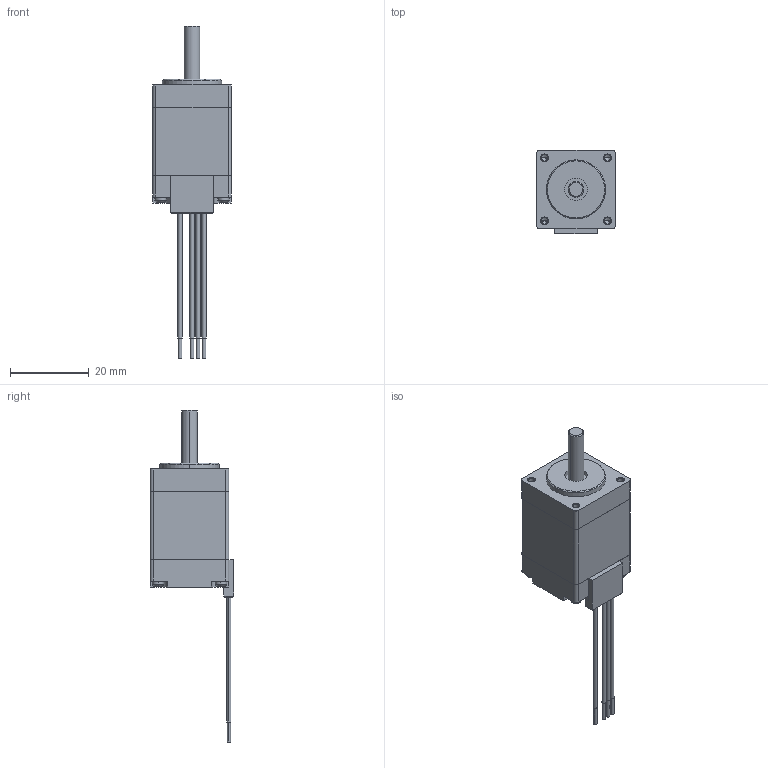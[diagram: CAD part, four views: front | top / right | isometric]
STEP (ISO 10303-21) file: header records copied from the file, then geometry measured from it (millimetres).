
FILE_DESCRIPTION (( 'STEP AP214' ), '1' );
FILE_NAME ('08Y102S-LW4.STEP', '2010-05-11T18:05:59', ( 'Tim Raines' ), ( 'Anaheim Automation' ), 'SwSTEP 2.0', 'SolidWorks 2010', '' );
FILE_SCHEMA (( 'AUTOMOTIVE_DESIGN' ));
Length unit declared in the file: inch
Products named in the file (1): 08Y102S-LW4
Bounding box: 19.99 x 21.26 x 84.35 mm (x, y, z)
Volume: 12494.7 mm3; surface area: 4208.1 mm2
Topology: 1 solids, 1 shells, 195 faces, 476 edges, 302 vertices
Faces by surface type: plane 107, cylinder 58, cone 22, torus 8
Entity records: 8184 total; most frequent: DIRECTION 1006, CARTESIAN_POINT 966, ORIENTED_EDGE 936, EDGE_CURVE 468, AXIS2_PLACEMENT_3D 342, LINE 322, VECTOR 322, VERTEX_POINT 302
